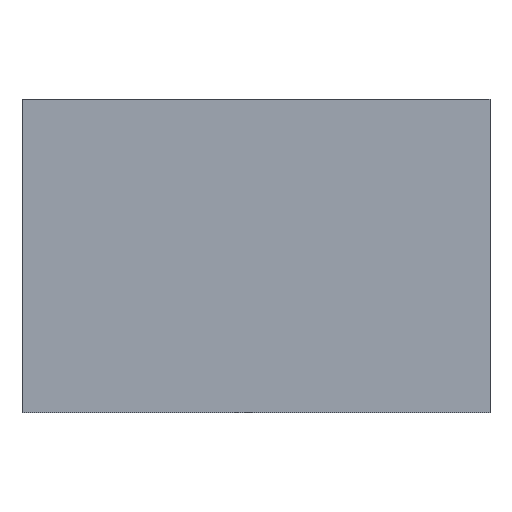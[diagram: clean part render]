
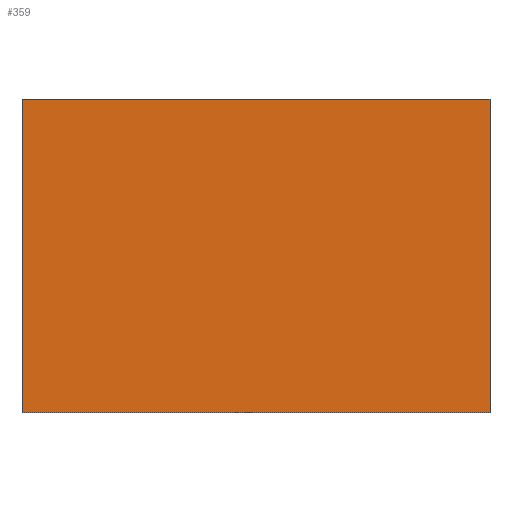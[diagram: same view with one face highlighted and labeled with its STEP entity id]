
A CAD part, front view. The second image highlights one B-rep face of the part: STEP entity #359.
In plain terms, the highlighted planar face has unit normal (0, -1, 0).
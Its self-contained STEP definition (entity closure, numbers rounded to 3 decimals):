
#86=FACE_OUTER_BOUND('',#125,.T.);
#125=EDGE_LOOP('',(#278,#279,#280,#281));
#170=LINE('',#607,#182);
#174=LINE('',#615,#186);
#177=LINE('',#621,#189);
#180=LINE('',#626,#192);
#182=VECTOR('',#471,20.2);
#186=VECTOR('',#477,30.2);
#189=VECTOR('',#482,20.2);
#192=VECTOR('',#487,30.2);
#194=VERTEX_POINT('',#605);
#195=VERTEX_POINT('',#606);
#198=VERTEX_POINT('',#614);
#200=VERTEX_POINT('',#620);
#224=EDGE_CURVE('',#194,#195,#170,.T.);
#228=EDGE_CURVE('',#198,#194,#174,.T.);
#231=EDGE_CURVE('',#200,#198,#177,.T.);
#234=EDGE_CURVE('',#195,#200,#180,.T.);
#278=ORIENTED_EDGE('',*,*,#234,.F.);
#279=ORIENTED_EDGE('',*,*,#224,.F.);
#280=ORIENTED_EDGE('',*,*,#228,.F.);
#281=ORIENTED_EDGE('',*,*,#231,.F.);
#331=PLANE('',#411);
#359=ADVANCED_FACE('',(#86),#331,.T.);
#411=AXIS2_PLACEMENT_3D('',#629,#491,#492);
#471=DIRECTION('',(0.,0.,1.));
#477=DIRECTION('',(-1.,0.,0.));
#482=DIRECTION('',(0.,0.,-1.));
#487=DIRECTION('',(1.,0.,0.));
#491=DIRECTION('center_axis',(0.,-1.,0.));
#492=DIRECTION('ref_axis',(0.,0.,-1.));
#605=CARTESIAN_POINT('',(0.,0.,-20.2));
#606=CARTESIAN_POINT('',(0.,0.,0.));
#607=CARTESIAN_POINT('',(0.,0.,-20.2));
#614=CARTESIAN_POINT('',(30.2,0.,-20.2));
#615=CARTESIAN_POINT('',(30.2,0.,-20.2));
#620=CARTESIAN_POINT('',(30.2,0.,0.));
#621=CARTESIAN_POINT('',(30.2,0.,0.));
#626=CARTESIAN_POINT('',(0.,0.,0.));
#629=CARTESIAN_POINT('Origin',(15.1,0.,-10.1));
